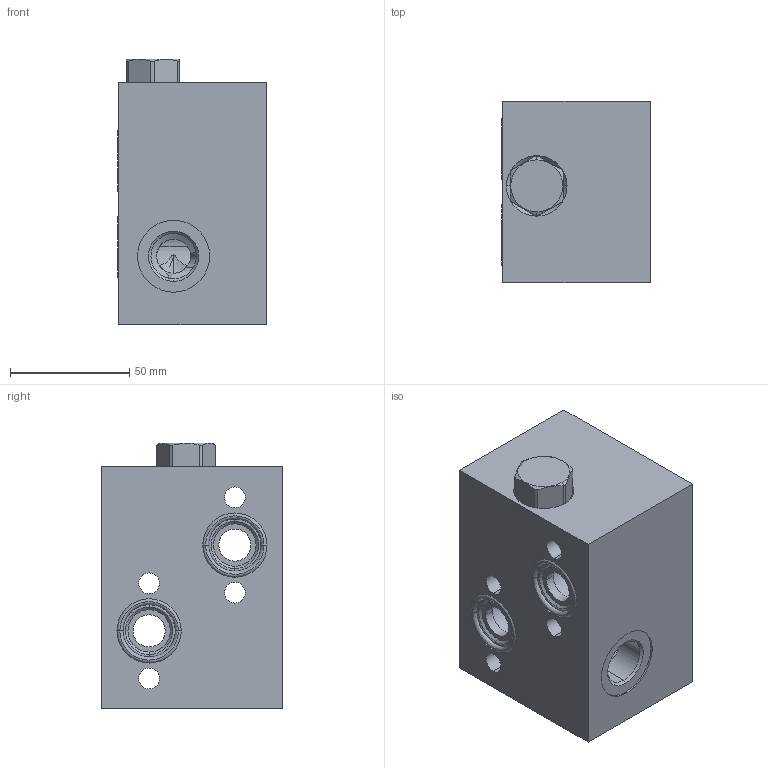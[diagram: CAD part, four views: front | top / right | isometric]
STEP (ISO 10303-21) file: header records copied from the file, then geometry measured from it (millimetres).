
FILE_DESCRIPTION((''),'2;1');
FILE_NAME('WZU_ASM','2019-11-15T',('ProEService'),(''),'PRO/ENGINEER BY PARAMETRIC TECHNOLOGY CORPORATION, 2014200','PRO/ENGINEER BY PARAMETRIC TECHNOLOGY CORPORATION, 2014200','');
FILE_SCHEMA(('CONFIG_CONTROL_DESIGN'));
Length unit declared in the file: inch
Products named in the file (4): 159-312-003; 500-001-118; CSAABXN; WZU_ASM
Assembly tree (4 placements, depth 2):
  WZU_ASM
    159-312-003
    500-001-118  x2
    CSAABXN
Bounding box: 62.38 x 76.2 x 111.61 mm (x, y, z)
Volume: 385779 mm3; surface area: 69829.8 mm2
Topology: 6 solids, 7 shells, 328 faces, 1046 edges, 875 vertices
Faces by surface type: cylinder 148, cone 78, plane 50, torus 34, revolution 16, sphere 2
Entity records: 13736 total; most frequent: CARTESIAN_POINT 4644, DIRECTION 1973, ORIENTED_EDGE 1510, EDGE_CURVE 755, AXIS2_PLACEMENT_3D 721, VECTOR 519, LINE 519, VERTEX_POINT 464
